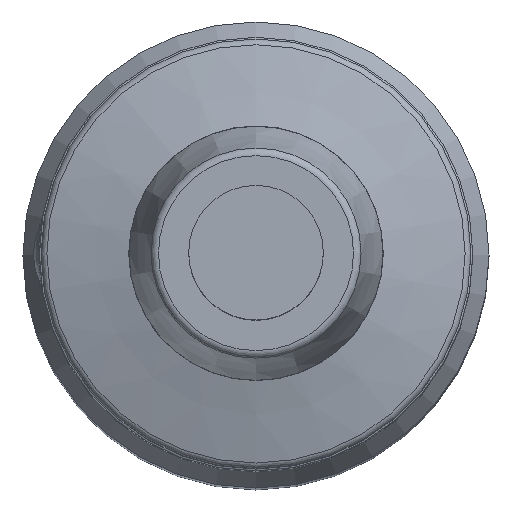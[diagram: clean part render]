
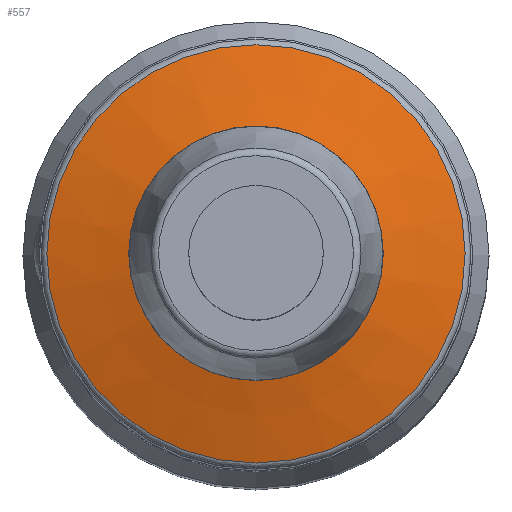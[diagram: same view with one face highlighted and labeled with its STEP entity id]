
A CAD part, top view. The second image highlights one B-rep face of the part: STEP entity #557.
In plain terms, the highlighted conical face has half-angle 75 degrees and reference radius 6.15 mm.
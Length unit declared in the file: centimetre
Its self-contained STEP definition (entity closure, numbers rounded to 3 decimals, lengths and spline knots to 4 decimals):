
#27=CONICAL_SURFACE('',#648,0.615,75.);
#69=FACE_BOUND('',#215,.T.);
#133=FACE_OUTER_BOUND('',#214,.T.);
#214=EDGE_LOOP('',(#481));
#215=EDGE_LOOP('',(#482));
#280=CIRCLE('',#643,0.8078);
#283=CIRCLE('',#649,0.4371);
#329=VERTEX_POINT('',#1047);
#332=VERTEX_POINT('',#1056);
#382=EDGE_CURVE('',#329,#329,#280,.T.);
#385=EDGE_CURVE('',#332,#332,#283,.T.);
#481=ORIENTED_EDGE('',*,*,#382,.F.);
#482=ORIENTED_EDGE('',*,*,#385,.F.);
#557=ADVANCED_FACE('',(#133,#69),#27,.T.);
#643=AXIS2_PLACEMENT_3D('',#1048,#819,#820);
#648=AXIS2_PLACEMENT_3D('',#1055,#829,#830);
#649=AXIS2_PLACEMENT_3D('',#1057,#831,#832);
#819=DIRECTION('center_axis',(0.,0.,-1.));
#820=DIRECTION('ref_axis',(-1.,0.,0.));
#829=DIRECTION('center_axis',(0.,0.,-1.));
#830=DIRECTION('ref_axis',(0.,1.,0.));
#831=DIRECTION('center_axis',(0.,0.,1.));
#832=DIRECTION('ref_axis',(0.,-1.,0.));
#1047=CARTESIAN_POINT('',(3.5024,0.3836,-3.3731));
#1048=CARTESIAN_POINT('Origin',(2.6946,0.3836,-3.3731));
#1055=CARTESIAN_POINT('Origin',(2.6946,0.3836,-3.3215));
#1056=CARTESIAN_POINT('',(2.6946,0.8207,-3.2738));
#1057=CARTESIAN_POINT('Origin',(2.6946,0.3836,-3.2738));
